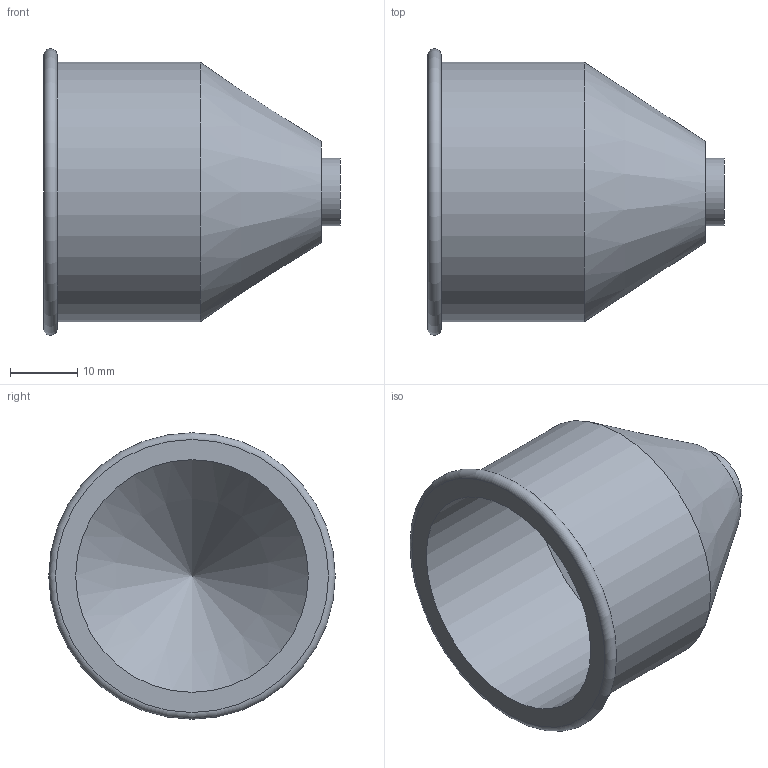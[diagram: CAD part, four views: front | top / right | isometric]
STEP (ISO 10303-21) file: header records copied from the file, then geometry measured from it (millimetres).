
FILE_DESCRIPTION( ( 'STEP AP203' ), '1' );
FILE_NAME( 'FLEXA RQE 5030.012.029.stp', '2020-03-27T08:54:01', ( 'License CC BY-ND 4.0' ), ( 'CADENAS' ), ' ', 'PARTsolutions', ' ' );
FILE_SCHEMA( ( 'CONFIG_CONTROL_DESIGN' ) );
Length unit declared in the file: millimetre
Products named in the file (1): _FLEXA RQE 5030.012.029
Bounding box: 44 x 42.5 x 42.5 mm (x, y, z)
Volume: 11150.5 mm3; surface area: 9390.7 mm2
Topology: 1 solids, 1 shells, 10 faces, 19 edges, 13 vertices
Faces by surface type: plane 4, cylinder 3, cone 2, torus 1
Full cylindrical faces by diameter (mm): 10 x1, 34.5 x1, 38.5 x1
Entity records: 246 total; most frequent: DIRECTION 40, CARTESIAN_POINT 31, AXIS2_PLACEMENT_3D 20, EDGE_LOOP 18, ORIENTED_EDGE 18, FACE_OUTER_BOUND 14, VERTEX_POINT 11, ADVANCED_FACE 10
